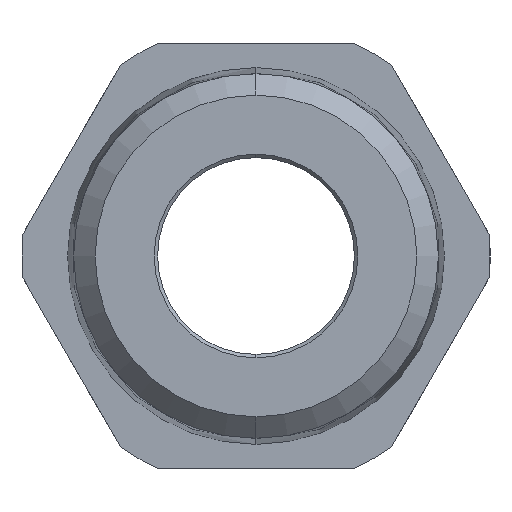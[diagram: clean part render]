
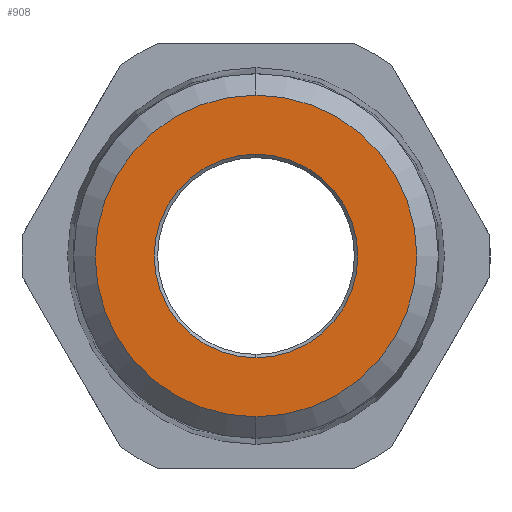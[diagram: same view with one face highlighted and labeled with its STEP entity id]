
A CAD part, left-side view. The second image highlights one B-rep face of the part: STEP entity #908.
In plain terms, the highlighted planar face has unit normal (-1, 0, 0).
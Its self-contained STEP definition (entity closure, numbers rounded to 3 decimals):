
#4 = DIRECTION ( 'NONE',  ( 0., 0., -1. ) ) ;
#32 = AXIS2_PLACEMENT_3D ( 'NONE', #1336, #2271, #96 ) ;
#92 = CARTESIAN_POINT ( 'NONE',  ( 0., 0., 7.3 ) ) ;
#96 = DIRECTION ( 'NONE',  ( 0., 0., -1. ) ) ;
#323 = PLANE ( 'NONE',  #2561 ) ;
#328 = CIRCLE ( 'NONE', #1890, 11.527 ) ;
#342 = CIRCLE ( 'NONE', #2900, 7.3 ) ;
#388 = FACE_BOUND ( 'NONE', #1989, .T. ) ;
#520 = ORIENTED_EDGE ( 'NONE', *, *, #1623, .T. ) ;
#569 = DIRECTION ( 'NONE',  ( 0., 0., -1. ) ) ;
#713 = CARTESIAN_POINT ( 'NONE',  ( 0., 0., 0. ) ) ;
#718 = EDGE_LOOP ( 'NONE', ( #2723, #520 ) ) ;
#908 = ADVANCED_FACE ( 'NONE', ( #388, #2572 ), #323, .F. ) ;
#1059 = CIRCLE ( 'NONE', #32, 11.527 ) ;
#1084 = DIRECTION ( 'NONE',  ( 1., 0., 0. ) ) ;
#1121 = ORIENTED_EDGE ( 'NONE', *, *, #1775, .T. ) ;
#1267 = DIRECTION ( 'NONE',  ( 1., 0., 0. ) ) ;
#1336 = CARTESIAN_POINT ( 'NONE',  ( 0., 0., 0. ) ) ;
#1351 = VERTEX_POINT ( 'NONE', #3124 ) ;
#1623 = EDGE_CURVE ( 'NONE', #2513, #1351, #328, .T. ) ;
#1646 = CARTESIAN_POINT ( 'NONE',  ( 0., 0., 11.527 ) ) ;
#1681 = CARTESIAN_POINT ( 'NONE',  ( 0., 0., -7.3 ) ) ;
#1737 = CARTESIAN_POINT ( 'NONE',  ( 0., 0., 0. ) ) ;
#1740 = CIRCLE ( 'NONE', #2238, 7.3 ) ;
#1775 = EDGE_CURVE ( 'NONE', #2583, #2814, #342, .T. ) ;
#1812 = CARTESIAN_POINT ( 'NONE',  ( 0., 0., 0. ) ) ;
#1814 = EDGE_CURVE ( 'NONE', #1351, #2513, #1059, .T. ) ;
#1890 = AXIS2_PLACEMENT_3D ( 'NONE', #713, #2698, #2207 ) ;
#1989 = EDGE_LOOP ( 'NONE', ( #1992, #1121 ) ) ;
#1992 = ORIENTED_EDGE ( 'NONE', *, *, #2639, .T. ) ;
#2013 = CARTESIAN_POINT ( 'NONE',  ( 0., 0., 0. ) ) ;
#2047 = DIRECTION ( 'NONE',  ( 0., 0., -1. ) ) ;
#2207 = DIRECTION ( 'NONE',  ( 0., 0., -1. ) ) ;
#2238 = AXIS2_PLACEMENT_3D ( 'NONE', #1737, #1267, #4 ) ;
#2271 = DIRECTION ( 'NONE',  ( -1., 0., 0. ) ) ;
#2501 = DIRECTION ( 'NONE',  ( 1., 0., 0. ) ) ;
#2513 = VERTEX_POINT ( 'NONE', #1646 ) ;
#2561 = AXIS2_PLACEMENT_3D ( 'NONE', #2013, #2501, #569 ) ;
#2572 = FACE_OUTER_BOUND ( 'NONE', #718, .T. ) ;
#2583 = VERTEX_POINT ( 'NONE', #1681 ) ;
#2639 = EDGE_CURVE ( 'NONE', #2814, #2583, #1740, .T. ) ;
#2698 = DIRECTION ( 'NONE',  ( -1., 0., 0. ) ) ;
#2723 = ORIENTED_EDGE ( 'NONE', *, *, #1814, .T. ) ;
#2814 = VERTEX_POINT ( 'NONE', #92 ) ;
#2900 = AXIS2_PLACEMENT_3D ( 'NONE', #1812, #1084, #2047 ) ;
#3124 = CARTESIAN_POINT ( 'NONE',  ( 0., 0., -11.527 ) ) ;
